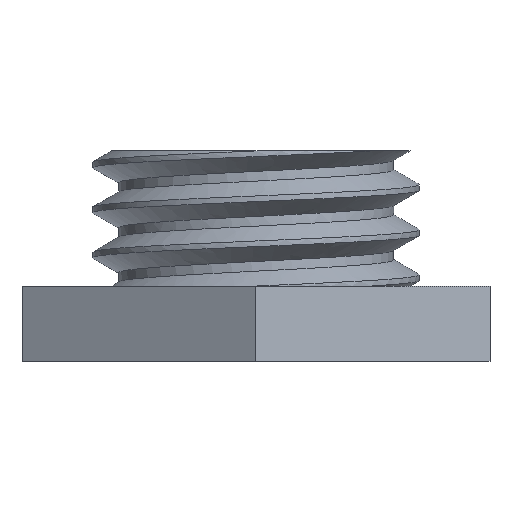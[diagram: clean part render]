
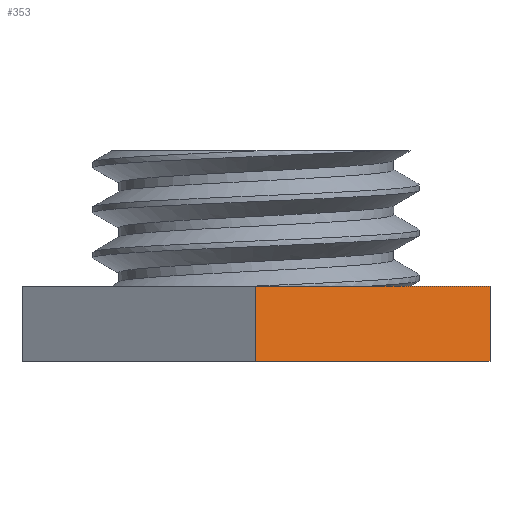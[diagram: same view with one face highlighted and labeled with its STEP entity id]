
A CAD part, left-side view. The second image highlights one B-rep face of the part: STEP entity #353.
In plain terms, the highlighted planar face has unit normal (-0.866, -0.5, 0).
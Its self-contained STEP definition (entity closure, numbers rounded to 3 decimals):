
#18=PLANE('',#391);
#40=FACE_OUTER_BOUND('',#60,.T.);
#60=EDGE_LOOP('',(#294,#295,#296,#297));
#104=LINE('',#1746,#129);
#105=LINE('',#1749,#130);
#106=LINE('',#1751,#131);
#107=LINE('',#1752,#132);
#129=VECTOR('',#444,10.);
#130=VECTOR('',#447,10.);
#131=VECTOR('',#448,10.);
#132=VECTOR('',#449,10.);
#166=VERTEX_POINT('',#1739);
#169=VERTEX_POINT('',#1744);
#170=VERTEX_POINT('',#1748);
#171=VERTEX_POINT('',#1750);
#214=EDGE_CURVE('',#166,#169,#104,.T.);
#215=EDGE_CURVE('',#170,#166,#105,.T.);
#216=EDGE_CURVE('',#171,#169,#106,.T.);
#217=EDGE_CURVE('',#170,#171,#107,.T.);
#294=ORIENTED_EDGE('',*,*,#215,.T.);
#295=ORIENTED_EDGE('',*,*,#214,.T.);
#296=ORIENTED_EDGE('',*,*,#216,.F.);
#297=ORIENTED_EDGE('',*,*,#217,.F.);
#353=ADVANCED_FACE('',(#40),#18,.T.);
#391=AXIS2_PLACEMENT_3D('',#1747,#445,#446);
#444=DIRECTION('',(0.,0.,1.));
#445=DIRECTION('center_axis',(-0.866,-0.5,0.));
#446=DIRECTION('ref_axis',(0.5,-0.866,0.));
#447=DIRECTION('',(0.5,-0.866,0.));
#448=DIRECTION('',(0.5,-0.866,0.));
#449=DIRECTION('',(0.,0.,1.));
#1739=CARTESIAN_POINT('',(-9.,-15.588,0.));
#1744=CARTESIAN_POINT('',(-9.,-15.588,5.));
#1746=CARTESIAN_POINT('',(-9.,-15.588,0.));
#1747=CARTESIAN_POINT('Origin',(-18.,0.,0.));
#1748=CARTESIAN_POINT('',(-18.,0.,0.));
#1749=CARTESIAN_POINT('',(-18.,0.,0.));
#1750=CARTESIAN_POINT('',(-18.,0.,5.));
#1751=CARTESIAN_POINT('',(-18.,0.,5.));
#1752=CARTESIAN_POINT('',(-18.,0.,0.));
